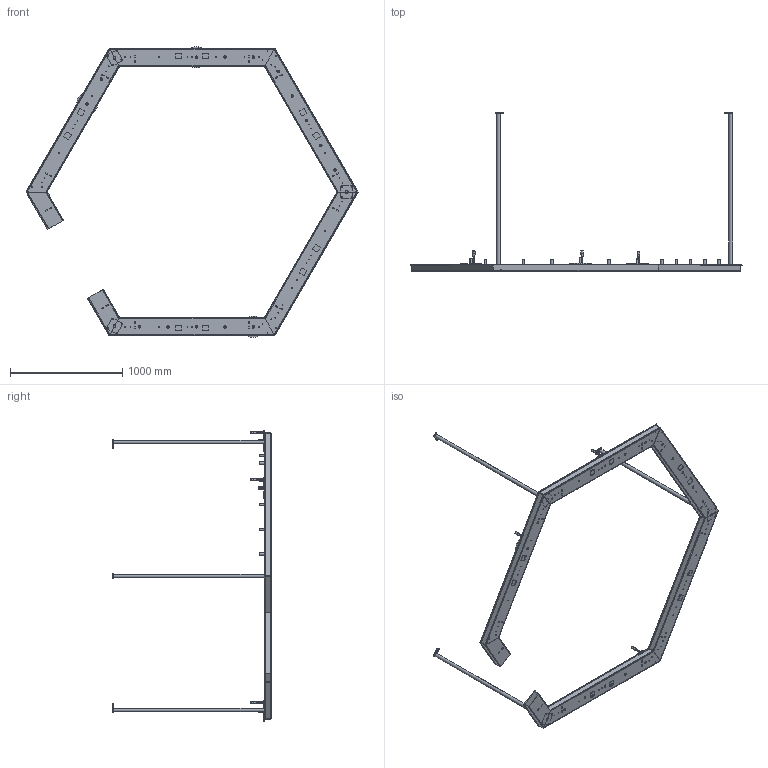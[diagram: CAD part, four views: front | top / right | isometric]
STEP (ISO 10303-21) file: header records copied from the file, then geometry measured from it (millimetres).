
FILE_DESCRIPTION(/* description */ (''),/* implementation_level */ '2;1');
FILE_NAME(/* name */ 'GE-17088_ASM_44_ASM.stp',/* time_stamp */ '2017-01-08T13:39:17-05:00',/* author */ ('jeff1'),/* organization */ (''),/* preprocessor_version */ 'ST-DEVELOPER v16.5',/* originating_system */ 'Autodesk Inventor 2017',/* authorisation */ '');
FILE_SCHEMA (('AUTOMOTIVE_DESIGN { 1 0 10303 214 3 1 1 }'));
Length unit declared in the file: inch
Products named in the file (18): GE-17088_ASM_44_ASM; GE-17086_27; GE-17222_5; GE-17223_2; GE-17087_11; GE-17089_ASM_8_ASM; GE-17089-01_4; GE-17089-02_4; GE-17089-03_2; GE-17220_3; GE-17090_19; GE-17091_38; GE-17094_8; GE-17095_7; GE-17096_1; GE-17097_9; GE-17224_3; GE-17225_2
Assembly tree (47 placements, depth 3):
  GE-17088_ASM_44_ASM
    GE-17086_27  x5
    GE-17222_5
    GE-17223_2
    GE-17087_11  x12
    GE-17089_ASM_8_ASM  x3
      GE-17089-01_4
      GE-17089-02_4
      GE-17089-03_2
    GE-17220_3  x3
    GE-17090_19  x3
    GE-17091_38  x2
    GE-17094_8  x3
    GE-17095_7  x3
    GE-17096_1  x3
    GE-17097_9  x3
    GE-17224_3
    GE-17225_2
Bounding box: 2962.18 x 1412.88 x 2597.08 mm (x, y, z)
Volume: 16538512.6 mm3; surface area: 7644119.2 mm2
Topology: 50 solids, 74 shells, 981 faces, 2420 edges, 1569 vertices
Faces by surface type: cylinder 461, plane 397, cone 117, torus 3, sphere 3
Full cylindrical faces by diameter (mm): 3.175 x18, 5.105 x18, 5.232 x8, 5.387 x24, 5.613 x3, 6.35 x39, 6.731 x113, 7.938 x3, 9.525 x3, 9.982 x3, 11.989 x3, 12.7 x6, 15.875 x3, 20.637 x3, 22.225 x20, 22.606 x21, 25.4 x6, 26.67 x3, 33.401 x3, 44.45 x3, 190.5 x3
Entity records: 10316 total; most frequent: CARTESIAN_POINT 2476, DIRECTION 1618, ORIENTED_EDGE 1219, AXIS2_PLACEMENT_3D 655, EDGE_CURVE 617, EDGE_LOOP 577, VERTEX_POINT 462, FACE_OUTER_BOUND 315
